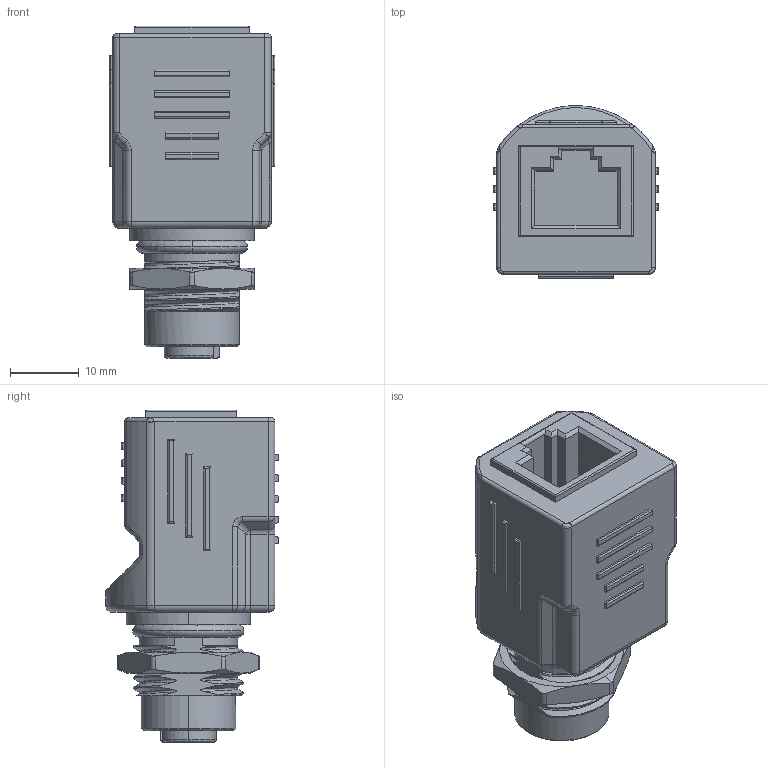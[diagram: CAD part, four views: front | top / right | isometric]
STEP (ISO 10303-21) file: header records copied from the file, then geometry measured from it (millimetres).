
FILE_DESCRIPTION(('CATIA V5 STEP Exchange','CAx-IF Rec.Pracs.--- Model Styling and Organization---1.4--- 2014-01-23'),'2;1');
FILE_NAME ('032871-4_1_8901620000_8901620000.stp','2019-11-20T10:40:17+00:00',('none'),('Weidmueller'),'CATIA Version 5-6 Release 2016 SP3 HF44','CATIA V5 STEP AP214','none');
FILE_SCHEMA(('AUTOMOTIVE_DESIGN { 1 0 10303 214 1 1 1 1 }'));
Length unit declared in the file: millimetre
Products named in the file (1): 8901620000
Bounding box: 24 x 25.05 x 48.15 mm (x, y, z)
Volume: 15554.6 mm3; surface area: 9186.6 mm2
Topology: 5 solids, 5 shells, 539 faces, 1361 edges, 842 vertices
Faces by surface type: plane 200, cylinder 171, bspline 73, cone 58, torus 25, sphere 8, extrusion 4
Entity records: 25666 total; most frequent: CARTESIAN_POINT 14113, ORIENTED_EDGE 2694, DIRECTION 1760, EDGE_CURVE 1347, VERTEX_POINT 842, AXIS2_PLACEMENT_3D 677, VECTOR 634, LINE 630
